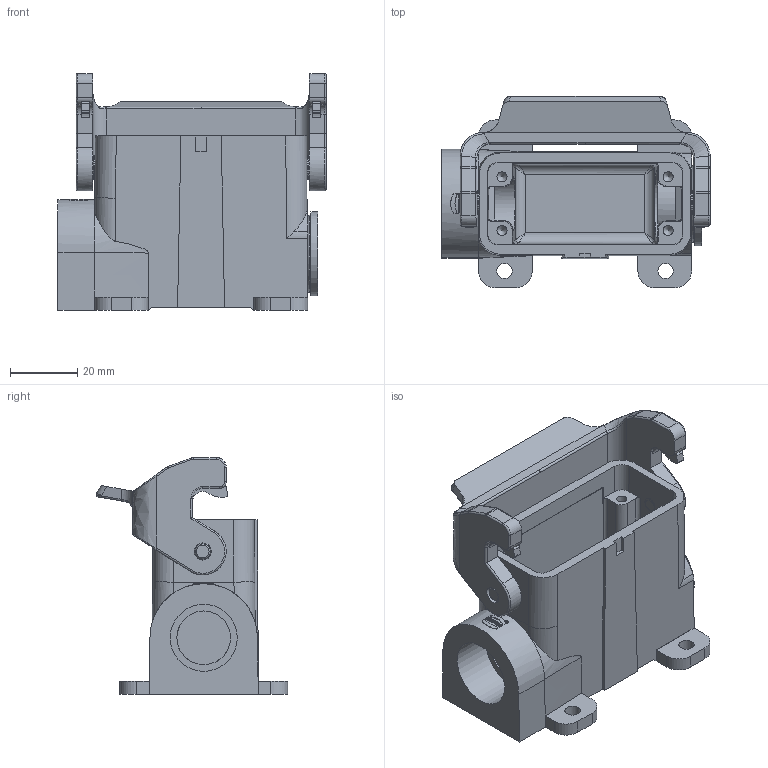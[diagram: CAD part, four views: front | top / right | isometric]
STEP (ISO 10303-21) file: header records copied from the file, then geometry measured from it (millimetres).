
FILE_DESCRIPTION((''),'2;1');
FILE_NAME('05200100261.stp','2020-07-08T08:08:04',('e.eickhoff'),(''),'Autodesk Inventor 2012','Autodesk Inventor 2012','');
FILE_SCHEMA(('AUTOMOTIVE_DESIGN { 1 0 10303 214 1 1 1 1 }'));
Length unit declared in the file: millimetre
Products named in the file (3): 05200100261; KBRM20
Assembly tree (2 placements, depth 2):
  05200100261
    05200100261
    KBRM20
Bounding box: 79.9 x 56.98 x 70.6 mm (x, y, z)
Volume: 61448.5 mm3; surface area: 36093.6 mm2
Topology: 5 solids, 5 shells, 447 faces, 1756 edges, 1925 vertices
Faces by surface type: plane 187, cylinder 142, bspline 85, torus 25, cone 8
Full cylindrical faces by diameter (mm): 0.66 x1, 3 x4, 4 x2, 4.6 x4, 4.8 x2, 5.1 x2, 7 x2, 16 x1, 20 x2, 20.5 x1, 23 x1, 25 x1
Entity records: 21429 total; most frequent: CARTESIAN_POINT 7104, DIRECTION 2545, ORIENTED_EDGE 2184, EDGE_CURVE 1092, AXIS2_PLACEMENT_3D 893, VECTOR 759, LINE 759, VERTEX_POINT 715
